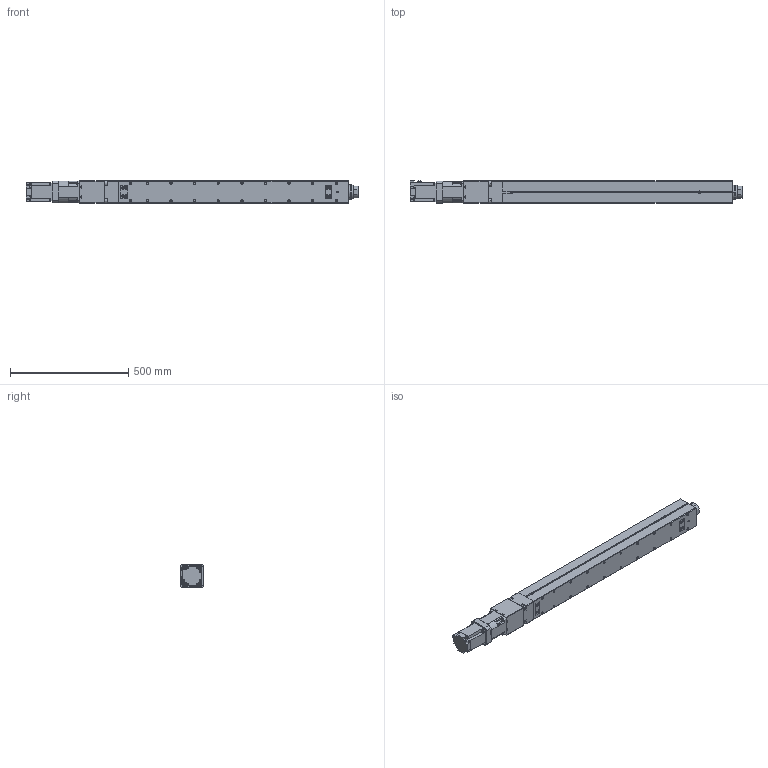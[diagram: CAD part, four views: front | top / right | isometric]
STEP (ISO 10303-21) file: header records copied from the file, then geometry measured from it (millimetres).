
FILE_DESCRIPTION (( 'STEP AP214' ), '1' );
FILE_NAME ('ETHU20BC03-20X05-0800-XXXX.STEP', '2025-02-27T16:22:51', ( '' ), ( '' ), 'SwSTEP 2.0', 'SolidWorks 2022', '' );
FILE_SCHEMA (( 'AUTOMOTIVE_DESIGN' ));
Length unit declared in the file: millimetre
Products named in the file (7): ETHU20-200FANGTOOTH; ETHU20BC03-20X05-0800-XXXX; ETHU20-800MOTOR; ETHU20-800GEARBOX; ETHU20-800ROD; ETHU20-800-1; ETHU20-800SENSOR
Assembly tree (8 placements, depth 2):
  ETHU20BC03-20X05-0800-XXXX
    ETHU20-800-1
    ETHU20-200FANGTOOTH
    ETHU20-800GEARBOX
    ETHU20-800MOTOR
    ETHU20-800SENSOR  x3
    ETHU20-800ROD
Bounding box: 1406.2 x 96.3 x 95 mm (x, y, z)
Surface area: 807690 mm2
Topology: 8 solids, 8 shells, 1165 faces, 2929 edges, 1879 vertices
Faces by surface type: plane 716, cylinder 277, cone 132, torus 40
Entity records: 34761 total; most frequent: CARTESIAN_POINT 6540, DIRECTION 5848, ORIENTED_EDGE 5738, EDGE_CURVE 2869, VECTOR 2086, LINE 2086, AXIS2_PLACEMENT_3D 1881, VERTEX_POINT 1839
